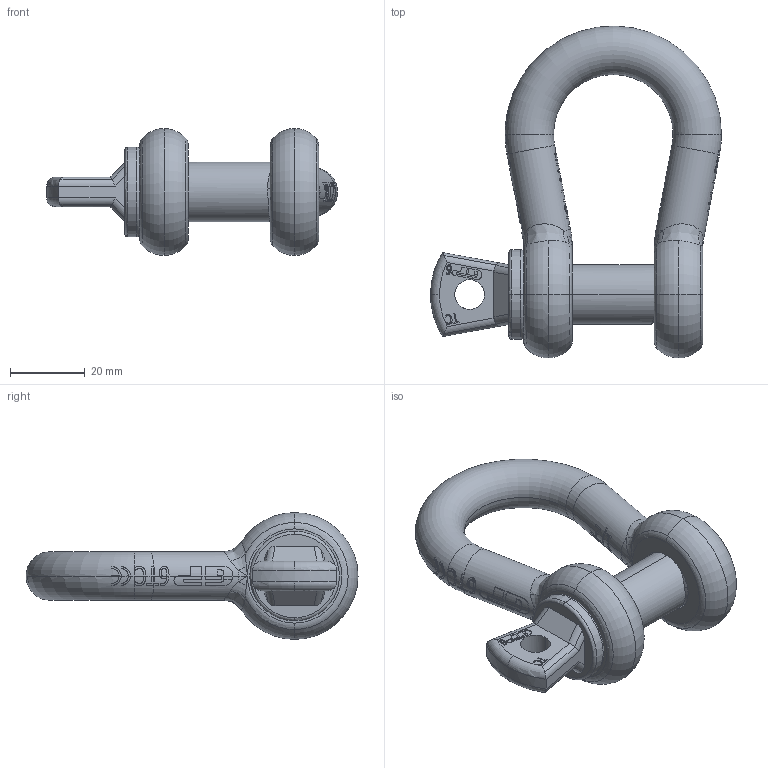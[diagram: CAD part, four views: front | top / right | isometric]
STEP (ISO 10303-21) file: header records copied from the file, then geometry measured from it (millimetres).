
FILE_DESCRIPTION(('STEP AP214'),'1');
FILE_NAME('gpghbb13.stp','2017-03-31T05:58:42',('TraceParts'),('TraceParts S.A.'),'Spatial InterOp 3D',' ',' ');
FILE_SCHEMA(('automotive_design'));
Length unit declared in the file: millimetre
Products named in the file (2): gpghbb13_1; gpghbb13_2
Bounding box: 78 x 89 x 34 mm (x, y, z)
Volume: 46176.6 mm3; surface area: 16133.6 mm2
Topology: 2 solids, 2 shells, 588 faces, 1878 edges, 1297 vertices
Faces by surface type: plane 212, bspline 179, cylinder 136, torus 58, cone 3
Entity records: 30000 total; most frequent: CARTESIAN_POINT 11421, ORIENTED_EDGE 3740, EDGE_CURVE 1870, DIRECTION 1592, VERTEX_POINT 1297, B_SPLINE_CURVE_WITH_KNOTS 1212, EDGE_LOOP 605, STYLED_ITEM 590
